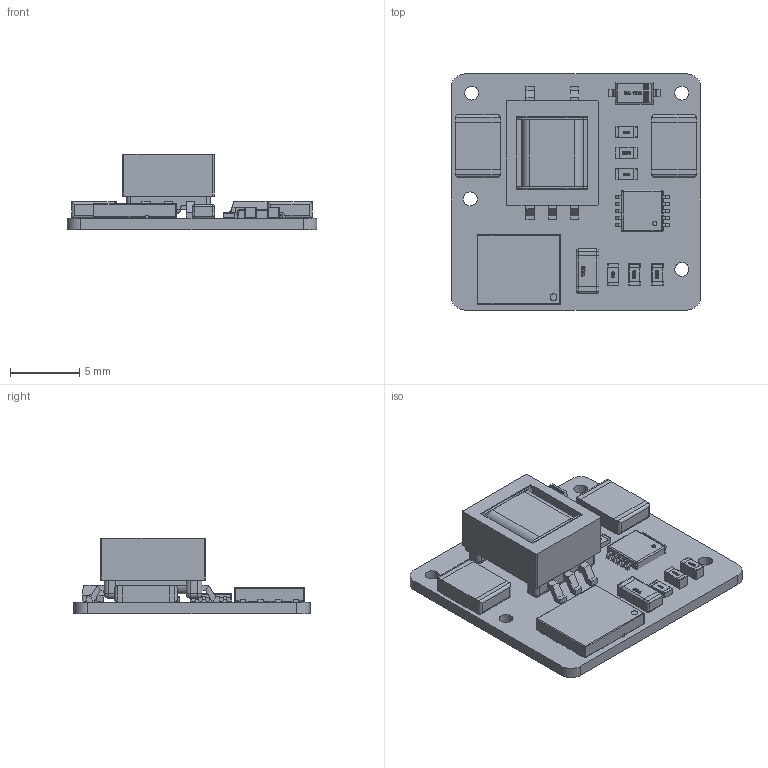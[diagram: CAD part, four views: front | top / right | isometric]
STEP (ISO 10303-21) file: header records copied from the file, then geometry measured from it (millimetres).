
FILE_DESCRIPTION(('Open CASCADE Model'),'2;1');
FILE_NAME('Open CASCADE Shape Model','2019-04-03T23:33:41',('Author'),( 'Open CASCADE'),'Open CASCADE STEP processor 6.8','Open CASCADE 6.8' ,'Unknown');
FILE_SCHEMA(('AUTOMOTIVE_DESIGN { 1 0 10303 214 1 1 1 1 }'));
Length unit declared in the file: millimetre
Products named in the file (40): PCB; Board; U1; SW3dPS-uMAX10; SW3dPS-uMAX10_Part_141; SW3dPS-uMAX10_Part_2291; SW3dPS-uMAX10_Part_1911; SW3dPS-uMAX10_Part_1987; SW3dPS-uMAX10_Part_1492; SW3dPS-uMAX10_Part_2139; SW3dPS-uMAX10_Part_2443; SW3dPS-uMAX10_Part_1799; SW3dPS-uMAX10_Part_2367; SW3dPS-uMAX10_Part_2215; SW3dPS-uMAX10_Part_2063; T1; TTRN-060S; R4; R_0603; LOGO?; R3; R2; R1; 1206R2; Q1; User_Library-SON8-5x6mm; D1; SOD-123; LOGOﾔｲ｣ｭ｣ｰ.｣ｳ; C5; 1812C; C4; C_0603; C3; C2; C1
Assembly tree (44 placements, depth 4):
  PCB
    Board
    U1
      SW3dPS-uMAX10
        SW3dPS-uMAX10_Part_141
        SW3dPS-uMAX10_Part_2291
        SW3dPS-uMAX10_Part_1911
        SW3dPS-uMAX10_Part_1987
        SW3dPS-uMAX10_Part_1492
        SW3dPS-uMAX10_Part_2139
        SW3dPS-uMAX10_Part_2443
        SW3dPS-uMAX10_Part_1799
        SW3dPS-uMAX10_Part_2367
        SW3dPS-uMAX10_Part_2215
        SW3dPS-uMAX10_Part_2063
    T1
      TTRN-060S
    R4
      R_0603
        R_0603
        LOGO?
    R3
      R_0603
        R_0603
        LOGO?
    R2
      R_0603
        R_0603
        LOGO?
    R1
      1206R2
    Q1
      User_Library-SON8-5x6mm
    D1
      SOD-123
        SOD-123
        LOGOﾔｲ｣ｭ｣ｰ.｣ｳ
    C5
      1812C
    C4
      C_0603
        LOGO?
        C_0603
    C3
      C_0603
        LOGO?
        C_0603
    C2
      C_0603
        LOGO?
        C_0603
    C1
      1812C
Bounding box: 18 x 17 x 5.42 mm (x, y, z)
Volume: 510.5 mm3; surface area: 1435.4 mm2
Topology: 141 solids, 141 shells, 2132 faces, 5102 edges, 3256 vertices
Faces by surface type: plane 1172, bspline 560, cylinder 342, sphere 56, revolution 2
Full cylindrical faces by diameter (mm): 1 x4
Entity records: 57799 total; most frequent: CARTESIAN_POINT 21218, ORIENTED_EDGE 6212, DIRECTION 5068, EDGE_CURVE 3106, LINE 2116, VECTOR 2116, VERTEX_POINT 1984, AXIS2_PLACEMENT_3D 1475
